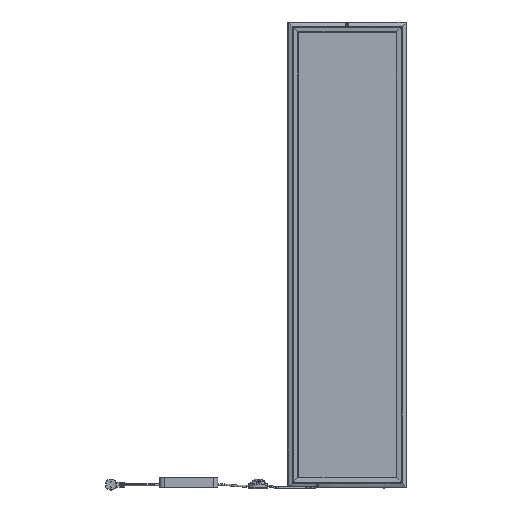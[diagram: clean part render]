
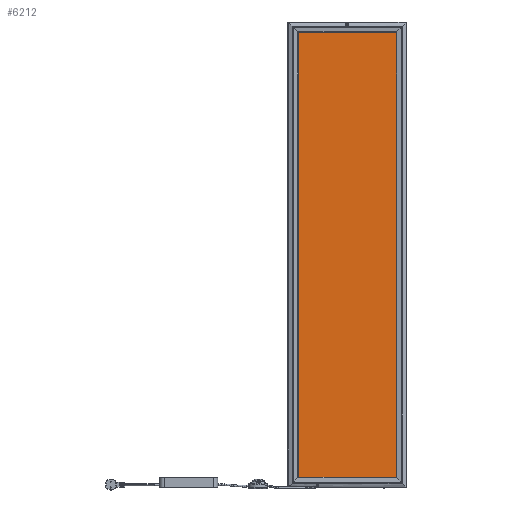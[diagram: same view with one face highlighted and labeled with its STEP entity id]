
A CAD part, front view. The second image highlights one B-rep face of the part: STEP entity #6212.
In plain terms, the highlighted planar face has unit normal (0, -1, 0).
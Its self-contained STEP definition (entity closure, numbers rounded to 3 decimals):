
#6212=ADVANCED_FACE('',(#6855),#15368,.T.);
#6855=FACE_OUTER_BOUND('',#7541,.T.);
#7541=EDGE_LOOP('',(#10657,#10658,#10659,#10660,#10661,#10662,#10663,#10664,
#10665,#10666));
#10657=ORIENTED_EDGE('',*,*,#12272,.F.);
#10658=ORIENTED_EDGE('',*,*,#12283,.T.);
#10659=ORIENTED_EDGE('',*,*,#12258,.F.);
#10660=ORIENTED_EDGE('',*,*,#12276,.T.);
#10661=ORIENTED_EDGE('',*,*,#12280,.T.);
#10662=ORIENTED_EDGE('',*,*,#12277,.T.);
#10663=ORIENTED_EDGE('',*,*,#12264,.F.);
#10664=ORIENTED_EDGE('',*,*,#12285,.T.);
#10665=ORIENTED_EDGE('',*,*,#12266,.F.);
#10666=ORIENTED_EDGE('',*,*,#12287,.T.);
#12258=EDGE_CURVE('',#14868,#14869,#13863,.T.);
#12264=EDGE_CURVE('',#14874,#14875,#13869,.T.);
#12266=EDGE_CURVE('',#14876,#14877,#13871,.T.);
#12272=EDGE_CURVE('',#14882,#14883,#13877,.T.);
#12276=EDGE_CURVE('',#14868,#14886,#13881,.T.);
#12277=EDGE_CURVE('',#14887,#14875,#13882,.T.);
#12280=EDGE_CURVE('',#14886,#14887,#12872,.T.);
#12283=EDGE_CURVE('',#14882,#14869,#12875,.T.);
#12285=EDGE_CURVE('',#14874,#14877,#12877,.T.);
#12287=EDGE_CURVE('',#14876,#14883,#12879,.T.);
#12872=(
BOUNDED_CURVE()
B_SPLINE_CURVE(2,(#59364,#59365,#59366),.UNSPECIFIED.,.F.,.F.)
B_SPLINE_CURVE_WITH_KNOTS((3,3),(-1.571,0.),.UNSPECIFIED.)
CURVE()
GEOMETRIC_REPRESENTATION_ITEM()
RATIONAL_B_SPLINE_CURVE((1.,0.707,1.))
REPRESENTATION_ITEM('')
);
#12875=(
BOUNDED_CURVE()
B_SPLINE_CURVE(2,(#59373,#59374,#59375),.UNSPECIFIED.,.F.,.F.)
B_SPLINE_CURVE_WITH_KNOTS((3,3),(-3.142,0.),.UNSPECIFIED.)
CURVE()
GEOMETRIC_REPRESENTATION_ITEM()
RATIONAL_B_SPLINE_CURVE((1.,0.707,1.))
REPRESENTATION_ITEM('')
);
#12877=(
BOUNDED_CURVE()
B_SPLINE_CURVE(2,(#59379,#59380,#59381),.UNSPECIFIED.,.F.,.F.)
B_SPLINE_CURVE_WITH_KNOTS((3,3),(-3.142,0.),.UNSPECIFIED.)
CURVE()
GEOMETRIC_REPRESENTATION_ITEM()
RATIONAL_B_SPLINE_CURVE((1.,0.707,1.))
REPRESENTATION_ITEM('')
);
#12879=(
BOUNDED_CURVE()
B_SPLINE_CURVE(2,(#59385,#59386,#59387),.UNSPECIFIED.,.F.,.F.)
B_SPLINE_CURVE_WITH_KNOTS((3,3),(-3.142,0.),.UNSPECIFIED.)
CURVE()
GEOMETRIC_REPRESENTATION_ITEM()
RATIONAL_B_SPLINE_CURVE((1.,0.707,1.))
REPRESENTATION_ITEM('')
);
#13863=B_SPLINE_CURVE_WITH_KNOTS('',1,(#59320,#59321),.UNSPECIFIED.,.F.,
 .F.,(2,2),(0.,1524.),.UNSPECIFIED.);
#13869=B_SPLINE_CURVE_WITH_KNOTS('',1,(#59332,#59333),.UNSPECIFIED.,.F.,
 .F.,(2,2),(0.,357.2),.UNSPECIFIED.);
#13871=B_SPLINE_CURVE_WITH_KNOTS('',1,(#59336,#59337),.UNSPECIFIED.,.F.,
 .F.,(2,2),(0.,1526.),.UNSPECIFIED.);
#13877=B_SPLINE_CURVE_WITH_KNOTS('',1,(#59348,#59349),.UNSPECIFIED.,.F.,
 .F.,(2,2),(0.,358.2),.UNSPECIFIED.);
#13881=B_SPLINE_CURVE_WITH_KNOTS('',1,(#59356,#59357),.UNSPECIFIED.,.F.,
 .F.,(2,2),(0.,2.),.UNSPECIFIED.);
#13882=B_SPLINE_CURVE_WITH_KNOTS('',1,(#59358,#59359),.UNSPECIFIED.,.F.,
 .F.,(2,2),(0.,3.),.UNSPECIFIED.);
#14868=VERTEX_POINT('',#59300);
#14869=VERTEX_POINT('',#59301);
#14874=VERTEX_POINT('',#59306);
#14875=VERTEX_POINT('',#59307);
#14876=VERTEX_POINT('',#59308);
#14877=VERTEX_POINT('',#59309);
#14882=VERTEX_POINT('',#59314);
#14883=VERTEX_POINT('',#59315);
#14886=VERTEX_POINT('',#59318);
#14887=VERTEX_POINT('',#59319);
#15368=PLANE('',#15828);
#15828=AXIS2_PLACEMENT_3D('',#59293,#16276,$);
#16276=DIRECTION('',(0.,-1.,0.));
#59293=CARTESIAN_POINT('',(168.323,-1.,-1247.563));
#59300=CARTESIAN_POINT('',(-231.204,-1.,-1089.456));
#59301=CARTESIAN_POINT('',(-231.204,-1.,434.544));
#59306=CARTESIAN_POINT('',(128.996,-1.,-1093.456));
#59307=CARTESIAN_POINT('',(-228.204,-1.,-1093.456));
#59308=CARTESIAN_POINT('',(130.996,-1.,434.544));
#59309=CARTESIAN_POINT('',(130.996,-1.,-1091.456));
#59314=CARTESIAN_POINT('',(-229.204,-1.,436.544));
#59315=CARTESIAN_POINT('',(128.996,-1.,436.544));
#59318=CARTESIAN_POINT('',(-229.204,-1.,-1089.456));
#59319=CARTESIAN_POINT('',(-228.204,-1.,-1090.456));
#59320=CARTESIAN_POINT('',(-231.204,-1.,-1089.456));
#59321=CARTESIAN_POINT('',(-231.204,-1.,434.544));
#59332=CARTESIAN_POINT('',(128.996,-1.,-1093.456));
#59333=CARTESIAN_POINT('',(-228.204,-1.,-1093.456));
#59336=CARTESIAN_POINT('',(130.996,-1.,434.544));
#59337=CARTESIAN_POINT('',(130.996,-1.,-1091.456));
#59348=CARTESIAN_POINT('',(-229.204,-1.,436.544));
#59349=CARTESIAN_POINT('',(128.996,-1.,436.544));
#59356=CARTESIAN_POINT('',(-231.204,-1.,-1089.456));
#59357=CARTESIAN_POINT('',(-229.204,-1.,-1089.456));
#59358=CARTESIAN_POINT('',(-228.204,-1.,-1090.456));
#59359=CARTESIAN_POINT('',(-228.204,-1.,-1093.456));
#59364=CARTESIAN_POINT('',(-229.204,-1.,-1089.456));
#59365=CARTESIAN_POINT('',(-228.204,-1.,-1089.456));
#59366=CARTESIAN_POINT('',(-228.204,-1.,-1090.456));
#59373=CARTESIAN_POINT('',(-229.204,-1.,436.544));
#59374=CARTESIAN_POINT('',(-231.204,-1.,436.544));
#59375=CARTESIAN_POINT('',(-231.204,-1.,434.544));
#59379=CARTESIAN_POINT('',(128.996,-1.,-1093.456));
#59380=CARTESIAN_POINT('',(130.996,-1.,-1093.456));
#59381=CARTESIAN_POINT('',(130.996,-1.,-1091.456));
#59385=CARTESIAN_POINT('',(130.996,-1.,434.544));
#59386=CARTESIAN_POINT('',(130.996,-1.,436.544));
#59387=CARTESIAN_POINT('',(128.996,-1.,436.544));
